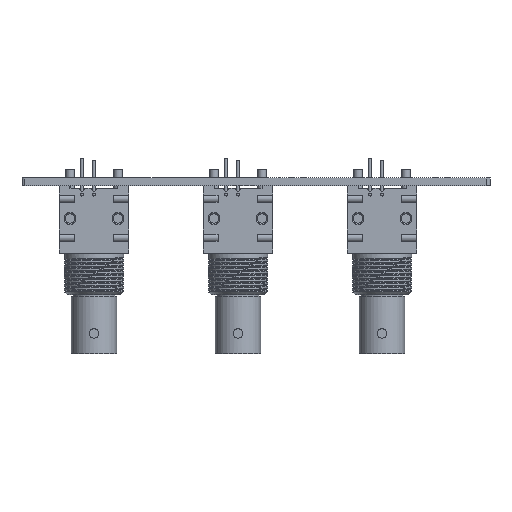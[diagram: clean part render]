
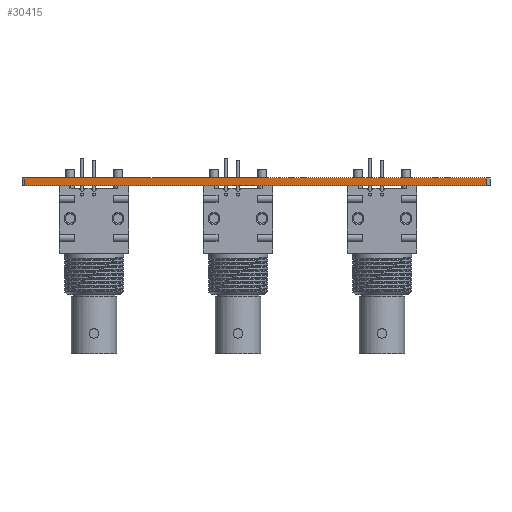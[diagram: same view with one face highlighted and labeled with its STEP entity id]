
A CAD part, left-side view. The second image highlights one B-rep face of the part: STEP entity #30415.
In plain terms, the highlighted planar face has unit normal (-1, 0, 0).
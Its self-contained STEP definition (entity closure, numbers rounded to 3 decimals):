
#30415 = ADVANCED_FACE('',(#30416),#30430,.T.);
#30416 = FACE_BOUND('',#30417,.T.);
#30417 = EDGE_LOOP('',(#30418,#30453,#30481,#30509));
#30418 = ORIENTED_EDGE('',*,*,#30419,.T.);
#30419 = EDGE_CURVE('',#30420,#30422,#30424,.T.);
#30420 = VERTEX_POINT('',#30421);
#30421 = CARTESIAN_POINT('',(97.79,-142.875,0.));
#30422 = VERTEX_POINT('',#30423);
#30423 = CARTESIAN_POINT('',(97.79,-142.875,1.6));
#30424 = SURFACE_CURVE('',#30425,(#30429,#30441),.PCURVE_S1.);
#30425 = LINE('',#30426,#30427);
#30426 = CARTESIAN_POINT('',(97.79,-142.875,0.));
#30427 = VECTOR('',#30428,1.);
#30428 = DIRECTION('',(0.,0.,1.));
#30429 = PCURVE('',#30430,#30435);
#30430 = PLANE('',#30431);
#30431 = AXIS2_PLACEMENT_3D('',#30432,#30433,#30434);
#30432 = CARTESIAN_POINT('',(97.79,-142.875,0.));
#30433 = DIRECTION('',(-1.,0.,0.));
#30434 = DIRECTION('',(0.,1.,0.));
#30435 = DEFINITIONAL_REPRESENTATION('',(#30436),#30440);
#30436 = LINE('',#30437,#30438);
#30437 = CARTESIAN_POINT('',(0.,0.));
#30438 = VECTOR('',#30439,1.);
#30439 = DIRECTION('',(0.,-1.));
#30440 = ( GEOMETRIC_REPRESENTATION_CONTEXT(2) 
PARAMETRIC_REPRESENTATION_CONTEXT() REPRESENTATION_CONTEXT('2D SPACE',''
  ) );
#30441 = PCURVE('',#30442,#30447);
#30442 = CYLINDRICAL_SURFACE('',#30443,0.635);
#30443 = AXIS2_PLACEMENT_3D('',#30444,#30445,#30446);
#30444 = CARTESIAN_POINT('',(98.425,-142.875,0.));
#30445 = DIRECTION('',(-0.,-0.,-1.));
#30446 = DIRECTION('',(1.,0.,-0.));
#30447 = DEFINITIONAL_REPRESENTATION('',(#30448),#30452);
#30448 = LINE('',#30449,#30450);
#30449 = CARTESIAN_POINT('',(-3.142,0.));
#30450 = VECTOR('',#30451,1.);
#30451 = DIRECTION('',(-0.,-1.));
#30452 = ( GEOMETRIC_REPRESENTATION_CONTEXT(2) 
PARAMETRIC_REPRESENTATION_CONTEXT() REPRESENTATION_CONTEXT('2D SPACE',''
  ) );
#30453 = ORIENTED_EDGE('',*,*,#30454,.T.);
#30454 = EDGE_CURVE('',#30422,#30455,#30457,.T.);
#30455 = VERTEX_POINT('',#30456);
#30456 = CARTESIAN_POINT('',(97.79,-45.085,1.6));
#30457 = SURFACE_CURVE('',#30458,(#30462,#30469),.PCURVE_S1.);
#30458 = LINE('',#30459,#30460);
#30459 = CARTESIAN_POINT('',(97.79,-142.875,1.6));
#30460 = VECTOR('',#30461,1.);
#30461 = DIRECTION('',(0.,1.,0.));
#30462 = PCURVE('',#30430,#30463);
#30463 = DEFINITIONAL_REPRESENTATION('',(#30464),#30468);
#30464 = LINE('',#30465,#30466);
#30465 = CARTESIAN_POINT('',(0.,-1.6));
#30466 = VECTOR('',#30467,1.);
#30467 = DIRECTION('',(1.,0.));
#30468 = ( GEOMETRIC_REPRESENTATION_CONTEXT(2) 
PARAMETRIC_REPRESENTATION_CONTEXT() REPRESENTATION_CONTEXT('2D SPACE',''
  ) );
#30469 = PCURVE('',#30470,#30475);
#30470 = PLANE('',#30471);
#30471 = AXIS2_PLACEMENT_3D('',#30472,#30473,#30474);
#30472 = CARTESIAN_POINT('',(147.32,-93.98,1.6));
#30473 = DIRECTION('',(-0.,-0.,-1.));
#30474 = DIRECTION('',(-1.,0.,0.));
#30475 = DEFINITIONAL_REPRESENTATION('',(#30476),#30480);
#30476 = LINE('',#30477,#30478);
#30477 = CARTESIAN_POINT('',(49.53,-48.895));
#30478 = VECTOR('',#30479,1.);
#30479 = DIRECTION('',(0.,1.));
#30480 = ( GEOMETRIC_REPRESENTATION_CONTEXT(2) 
PARAMETRIC_REPRESENTATION_CONTEXT() REPRESENTATION_CONTEXT('2D SPACE',''
  ) );
#30481 = ORIENTED_EDGE('',*,*,#30482,.F.);
#30482 = EDGE_CURVE('',#30483,#30455,#30485,.T.);
#30483 = VERTEX_POINT('',#30484);
#30484 = CARTESIAN_POINT('',(97.79,-45.085,0.));
#30485 = SURFACE_CURVE('',#30486,(#30490,#30497),.PCURVE_S1.);
#30486 = LINE('',#30487,#30488);
#30487 = CARTESIAN_POINT('',(97.79,-45.085,0.));
#30488 = VECTOR('',#30489,1.);
#30489 = DIRECTION('',(0.,0.,1.));
#30490 = PCURVE('',#30430,#30491);
#30491 = DEFINITIONAL_REPRESENTATION('',(#30492),#30496);
#30492 = LINE('',#30493,#30494);
#30493 = CARTESIAN_POINT('',(97.79,0.));
#30494 = VECTOR('',#30495,1.);
#30495 = DIRECTION('',(0.,-1.));
#30496 = ( GEOMETRIC_REPRESENTATION_CONTEXT(2) 
PARAMETRIC_REPRESENTATION_CONTEXT() REPRESENTATION_CONTEXT('2D SPACE',''
  ) );
#30497 = PCURVE('',#30498,#30503);
#30498 = CYLINDRICAL_SURFACE('',#30499,0.635);
#30499 = AXIS2_PLACEMENT_3D('',#30500,#30501,#30502);
#30500 = CARTESIAN_POINT('',(98.425,-45.085,0.));
#30501 = DIRECTION('',(-0.,-0.,-1.));
#30502 = DIRECTION('',(1.,0.,-0.));
#30503 = DEFINITIONAL_REPRESENTATION('',(#30504),#30508);
#30504 = LINE('',#30505,#30506);
#30505 = CARTESIAN_POINT('',(-3.142,0.));
#30506 = VECTOR('',#30507,1.);
#30507 = DIRECTION('',(-0.,-1.));
#30508 = ( GEOMETRIC_REPRESENTATION_CONTEXT(2) 
PARAMETRIC_REPRESENTATION_CONTEXT() REPRESENTATION_CONTEXT('2D SPACE',''
  ) );
#30509 = ORIENTED_EDGE('',*,*,#30510,.F.);
#30510 = EDGE_CURVE('',#30420,#30483,#30511,.T.);
#30511 = SURFACE_CURVE('',#30512,(#30516,#30523),.PCURVE_S1.);
#30512 = LINE('',#30513,#30514);
#30513 = CARTESIAN_POINT('',(97.79,-142.875,0.));
#30514 = VECTOR('',#30515,1.);
#30515 = DIRECTION('',(0.,1.,0.));
#30516 = PCURVE('',#30430,#30517);
#30517 = DEFINITIONAL_REPRESENTATION('',(#30518),#30522);
#30518 = LINE('',#30519,#30520);
#30519 = CARTESIAN_POINT('',(0.,0.));
#30520 = VECTOR('',#30521,1.);
#30521 = DIRECTION('',(1.,0.));
#30522 = ( GEOMETRIC_REPRESENTATION_CONTEXT(2) 
PARAMETRIC_REPRESENTATION_CONTEXT() REPRESENTATION_CONTEXT('2D SPACE',''
  ) );
#30523 = PCURVE('',#30524,#30529);
#30524 = PLANE('',#30525);
#30525 = AXIS2_PLACEMENT_3D('',#30526,#30527,#30528);
#30526 = CARTESIAN_POINT('',(147.32,-93.98,0.));
#30527 = DIRECTION('',(-0.,-0.,-1.));
#30528 = DIRECTION('',(-1.,0.,0.));
#30529 = DEFINITIONAL_REPRESENTATION('',(#30530),#30534);
#30530 = LINE('',#30531,#30532);
#30531 = CARTESIAN_POINT('',(49.53,-48.895));
#30532 = VECTOR('',#30533,1.);
#30533 = DIRECTION('',(0.,1.));
#30534 = ( GEOMETRIC_REPRESENTATION_CONTEXT(2) 
PARAMETRIC_REPRESENTATION_CONTEXT() REPRESENTATION_CONTEXT('2D SPACE',''
  ) );
